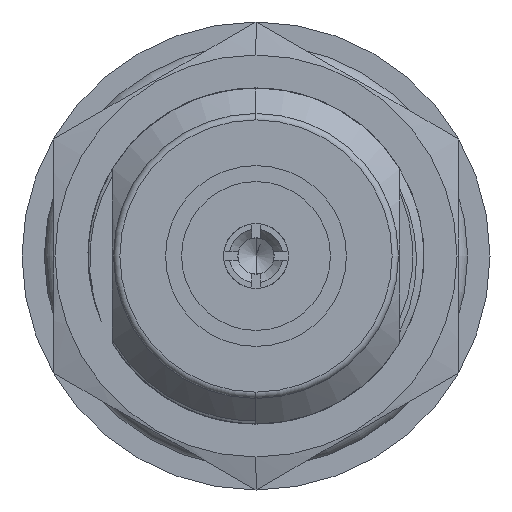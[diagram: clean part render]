
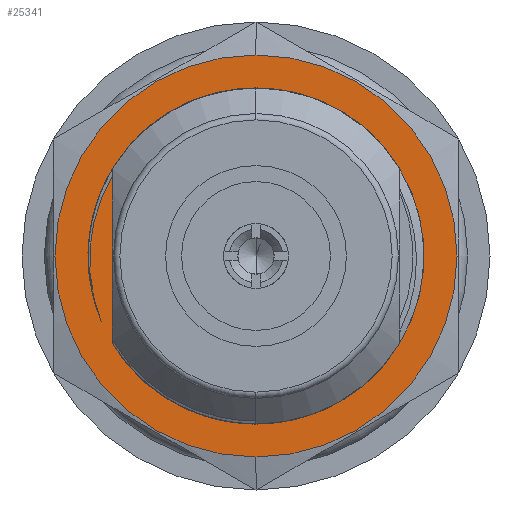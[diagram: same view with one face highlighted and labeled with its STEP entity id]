
A CAD part, left-side view. The second image highlights one B-rep face of the part: STEP entity #25341.
In plain terms, the highlighted planar face has unit normal (-1, 0, 0).
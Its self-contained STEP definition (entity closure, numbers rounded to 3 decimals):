
#3202=CARTESIAN_POINT('',(-9.103,0.,0.));
#3203=DIRECTION('',(-1.,0.,0.));
#3204=DIRECTION('',(0.,0.,-1.));
#3205=AXIS2_PLACEMENT_3D('',#3202,#3203,#3204);
#3207=CARTESIAN_POINT('',(-9.103,0.,0.));
#3208=DIRECTION('',(1.,0.,0.));
#3209=DIRECTION('',(0.,0.,-1.));
#3210=AXIS2_PLACEMENT_3D('',#3207,#3208,#3209);
#3212=CARTESIAN_POINT('',(-9.103,2.13,
-7.607));
#3213=CARTESIAN_POINT('',(-9.103,1.713,
-7.724));
#3214=CARTESIAN_POINT('',(-9.103,0.871,
-7.887));
#3215=CARTESIAN_POINT('',(-9.103,-0.424,
-7.924));
#3216=CARTESIAN_POINT('',(-9.103,-1.705,
-7.75));
#3217=CARTESIAN_POINT('',(-9.103,-2.942,
-7.37));
#3218=CARTESIAN_POINT('',(-9.103,-4.1,
-6.794));
#3219=CARTESIAN_POINT('',(-9.103,-5.15,
-6.037));
#3220=CARTESIAN_POINT('',(-9.103,-6.062,
-5.12));
#3221=CARTESIAN_POINT('',(-9.103,-6.814,
-4.067));
#3222=CARTESIAN_POINT('',(-9.103,-7.384,
-2.906));
#3223=CARTESIAN_POINT('',(-9.103,-7.758,
-1.668));
#3224=CARTESIAN_POINT('',(-9.103,-7.926,
-0.385));
#3225=CARTESIAN_POINT('',(-9.103,-7.883,
0.908));
#3226=CARTESIAN_POINT('',(-9.103,-7.631,
2.177));
#3227=CARTESIAN_POINT('',(-9.103,-7.176,
3.388));
#3228=CARTESIAN_POINT('',(-9.103,-6.53,
4.509));
#3229=CARTESIAN_POINT('',(-9.103,-5.71,
5.51));
#3230=CARTESIAN_POINT('',(-9.103,-4.739,
6.364));
#3231=CARTESIAN_POINT('',(-9.103,-3.642,
7.05));
#3232=CARTESIAN_POINT('',(-9.103,-2.448,
7.548));
#3233=CARTESIAN_POINT('',(-9.103,-1.189,
7.846));
#3234=CARTESIAN_POINT('',(-9.103,0.101,
7.934));
#3235=CARTESIAN_POINT('',(-9.103,1.389,7.813));
#3236=CARTESIAN_POINT('',(-9.103,2.64,7.483));
#3237=CARTESIAN_POINT('',(-9.103,3.82,6.955));
#3238=CARTESIAN_POINT('',(-9.103,4.9,6.242));
#3239=CARTESIAN_POINT('',(-9.103,5.849,5.363));
#3240=CARTESIAN_POINT('',(-9.103,6.642,4.341));
#3241=CARTESIAN_POINT('',(-9.103,7.259,3.204));
#3242=CARTESIAN_POINT('',(-9.103,7.684,1.982));
#3243=CARTESIAN_POINT('',(-9.103,7.903,
0.708));
#3244=CARTESIAN_POINT('',(-9.103,7.914,
-0.585));
#3245=CARTESIAN_POINT('',(-9.103,7.713,
-1.865));
#3246=CARTESIAN_POINT('',(-9.103,7.445,
-2.679));
#3247=CARTESIAN_POINT('',(-9.103,7.276,
-3.078));
#3249=DIRECTION('',(0.,0.,1.));
#3250=VECTOR('',#3249,7.861);
#3251=CARTESIAN_POINT('',(-9.103,6.75,-4.105));
#3252=LINE('',#3251,#3250);
#3538=CARTESIAN_POINT('',(-9.103,7.276,
-3.078));
#3539=CARTESIAN_POINT('',(-9.103,7.423,
-2.703));
#3540=CARTESIAN_POINT('',(-9.103,7.657,
-1.944));
#3541=CARTESIAN_POINT('',(-9.103,7.834,
-0.771));
#3542=CARTESIAN_POINT('',(-9.103,7.831,
0.42));
#3543=CARTESIAN_POINT('',(-9.103,7.65,1.589));
#3544=CARTESIAN_POINT('',(-9.103,7.295,2.715));
#3545=CARTESIAN_POINT('',(-9.103,6.95,3.416));
#3546=CARTESIAN_POINT('',(-9.103,6.75,3.756));
#4223=CARTESIAN_POINT('',(-9.103,0.,0.));
#4224=DIRECTION('',(1.,0.,0.));
#4225=DIRECTION('',(0.,0.27,-0.963));
#4226=AXIS2_PLACEMENT_3D('',#4223,#4224,#4225);
#5393=CARTESIAN_POINT('',(-9.103,7.276,
-3.078));
#5662=CARTESIAN_POINT('',(-9.103,2.13,
-7.607));
#5663=VERTEX_POINT('',#5662);
#5723=CARTESIAN_POINT('',(-9.103,0.,-9.45));
#5724=CARTESIAN_POINT('',(-9.103,0.,9.45));
#5725=VERTEX_POINT('',#5723);
#5726=VERTEX_POINT('',#5724);
#5735=VERTEX_POINT('',#5393);
#5745=VERTEX_POINT('',#3546);
#5794=CARTESIAN_POINT('',(-9.103,6.75,-4.105));
#5795=VERTEX_POINT('',#5794);
#25322=CARTESIAN_POINT('',(-9.103,0.,0.));
#25323=DIRECTION('',(1.,0.,0.));
#25324=DIRECTION('',(0.,0.,1.));
#25325=AXIS2_PLACEMENT_3D('',#25322,#25323,#25324);
#25326=PLANE('',#25325);
#25327=ORIENTED_EDGE('',*,*,#25285,.F.);
#25328=ORIENTED_EDGE('',*,*,#25305,.T.);
#25329=EDGE_LOOP('',(#25327,#25328));
#25330=FACE_OUTER_BOUND('',#25329,.F.);
#25332=ORIENTED_EDGE('',*,*,#25331,.T.);
#25334=ORIENTED_EDGE('',*,*,#25333,.T.);
#25336=ORIENTED_EDGE('',*,*,#25335,.F.);
#25338=ORIENTED_EDGE('',*,*,#25337,.F.);
#25339=EDGE_LOOP('',(#25332,#25334,#25336,#25338));
#25340=FACE_BOUND('',#25339,.F.);
#3206=CIRCLE('',#3205,9.45);
#3211=CIRCLE('',#3210,9.45);
#3248=B_SPLINE_CURVE_WITH_KNOTS('',3,(#3212,#3213,#3214,#3215,#3216,#3217,#3218,
#3219,#3220,#3221,#3222,#3223,#3224,#3225,#3226,#3227,#3228,#3229,#3230,#3231,
#3232,#3233,#3234,#3235,#3236,#3237,#3238,#3239,#3240,#3241,#3242,#3243,#3244,
#3245,#3246,#3247),.UNSPECIFIED.,.F.,.F.,(4,1,1,1,1,1,1,1,1,1,1,1,1,1,1,1,1,1,1,
1,1,1,1,1,1,1,1,1,1,1,1,1,1,4),(0.,0.03,0.061,
0.091,0.121,0.152,0.182,
0.212,0.242,0.273,0.303,
0.333,0.364,0.394,0.424,
0.455,0.485,0.515,0.545,
0.576,0.606,0.636,0.667,
0.697,0.727,0.758,0.788,
0.818,0.848,0.879,0.909,
0.939,0.97,1.),.UNSPECIFIED.);
#3547=B_SPLINE_CURVE_WITH_KNOTS('',3,(#3538,#3539,#3540,#3541,#3542,#3543,#3544,
#3545,#3546),.UNSPECIFIED.,.F.,.F.,(4,1,1,1,1,1,4),(0.,0.167,
0.333,0.5,0.667,0.833,1.),
.UNSPECIFIED.);
#4227=CIRCLE('',#4226,7.9);
#25285=EDGE_CURVE('',#5725,#5726,#3206,.T.);
#25305=EDGE_CURVE('',#5725,#5726,#3211,.T.);
#25331=EDGE_CURVE('',#5663,#5735,#3248,.T.);
#25333=EDGE_CURVE('',#5735,#5745,#3547,.T.);
#25335=EDGE_CURVE('',#5795,#5745,#3252,.T.);
#25337=EDGE_CURVE('',#5663,#5795,#4227,.T.);
#25341=ADVANCED_FACE('',(#25330,#25340),#25326,.F.);
